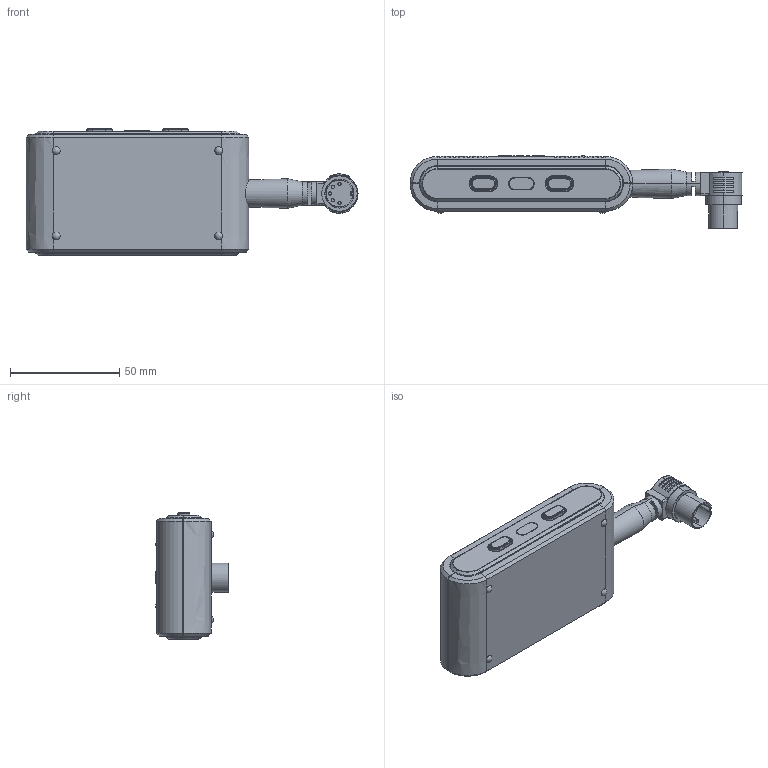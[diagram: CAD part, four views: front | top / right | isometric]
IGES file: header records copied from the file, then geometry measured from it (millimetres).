
Start section: SolidWorks IGES file using analytic representation for surfaces
Global section: file name: RF ECO BT.IGS; native system: SolidWorks 2016; preprocessor: SolidWorks 2016; author: ckuhn; date: 171221.091818; units: millimetre
Bounding box: 152 x 33.3 x 58.2 mm (x, y, z)
Surface area: 22046.3 mm2 (no closed solid volume)
Topology: 0 solids, 0 shells, 424 faces, 4772 edges, 4761 vertices
Faces by surface type: bspline 221, revolution 203
